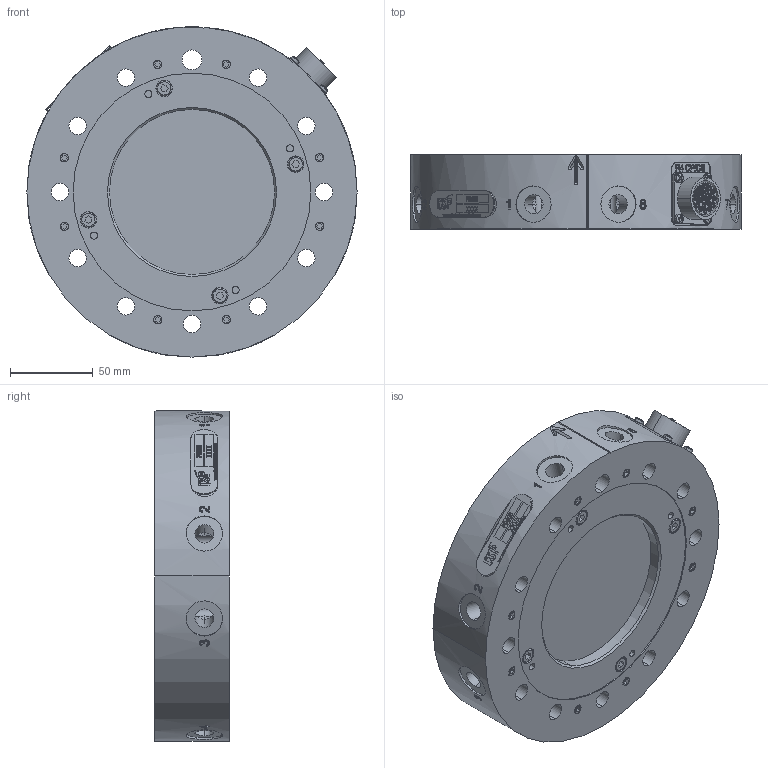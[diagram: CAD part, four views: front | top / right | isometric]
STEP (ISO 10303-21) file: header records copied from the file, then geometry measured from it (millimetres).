
FILE_DESCRIPTION (( 'STEP AP203' ), '1' );
FILE_NAME ('P0608.STEP', '2018-11-28T14:09:03', ( '' ), ( '' ), 'SwSTEP 2.0', 'SolidWorks 2017', '' );
FILE_SCHEMA (( 'CONFIG_CONTROL_DESIGN' ));
Products named in the file (1): P0608
Bounding box: 200 x 45 x 200 mm (x, y, z)
Volume: 930166.9 mm3; surface area: 241059.4 mm2
Topology: 64 solids, 64 shells, 1871 faces, 4575 edges, 3000 vertices
Faces by surface type: plane 841, cylinder 497, bspline 402, cone 111, torus 12, sphere 8
Entity records: 76784 total; most frequent: CARTESIAN_POINT 34253, ORIENTED_EDGE 9134, DIRECTION 7757, EDGE_CURVE 4567, VERTEX_POINT 3000, AXIS2_PLACEMENT_3D 2631, VECTOR 2495, LINE 2495
